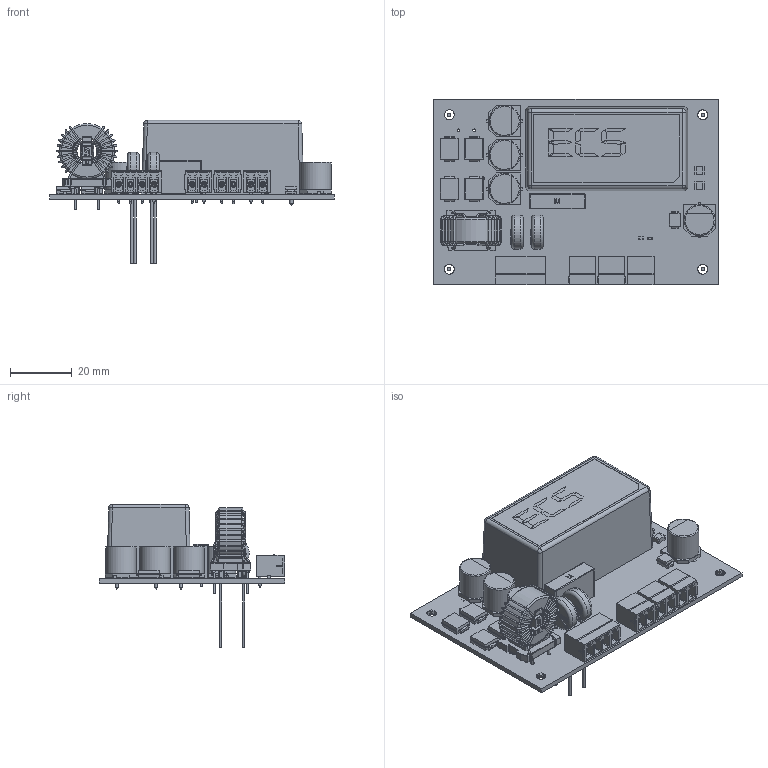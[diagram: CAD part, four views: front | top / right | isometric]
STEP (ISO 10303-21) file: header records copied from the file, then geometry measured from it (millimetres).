
FILE_DESCRIPTION(/* description */ (''),/* implementation_level */ '2;1');
FILE_NAME(/* name */ 'ps_trunk.step',/* time_stamp */ '2022-05-05T15:44:41+02:00',/* author */ (''),/* organization */ (''),/* preprocessor_version */ 'ST-DEVELOPER v18.1',/* originating_system */ 'Autodesk Translation Framework v10.14.0.1471',/* authorisation */ '');
FILE_SCHEMA (('AUTOMOTIVE_DESIGN { 1 0 10303 214 3 1 1 }'));
Products named in the file (33): ps_trunk; Board; Packages; IRM-20; ÊU£/; SS; PcB; a1; pin.1; ÊW£/; ECS_LOGO v1; 691322310002; 691322310002 (1); 6913223100xx_PIN; 691322310004; 6913223100xx_PIN (1); 691322310004 (1); WE-CMBNC_M_7448030333; base plate_M; Pin_M; spacer-type-m; Core_cased_M; turns_M; turns_M (1); WE-VD_10MM_820512511; SMBJ; SMC; 3,2; CHIP-LED0603; C1210; C150-054X183; PANASONIC_G; R0603
Assembly tree (55 placements, depth 5):
  ps_trunk
    Board
    Packages
      IRM-20
        ÊU£/
        SS
        PcB
        a1
          pin.1  x4
        ÊW£/
        ECS_LOGO v1
      691322310002  x3
        691322310002 (1)
        6913223100xx_PIN
      691322310004
        6913223100xx_PIN (1)  x4
        691322310004 (1)
      WE-CMBNC_M_7448030333
        base plate_M
        Pin_M  x4
        spacer-type-m
        Core_cased_M
        turns_M
        turns_M (1)
      WE-VD_10MM_820512511  x2
      SMBJ
      SMC  x4
      3,2  x4
      CHIP-LED0603
      C1210  x2
      C150-054X183
      PANASONIC_G  x4
      R0603
Bounding box: 92 x 60 x 46.38 mm (x, y, z)
Volume: 32434.7 mm3; surface area: 41616.2 mm2
Topology: 66 solids, 66 shells, 2979 faces, 7898 edges, 5014 vertices
Faces by surface type: plane 1907, cylinder 585, bspline 281, torus 112, sphere 78, cone 16
Full cylindrical faces by diameter (mm): 0.35 x1, 0.5 x86, 0.6 x2, 0.7 x8, 0.8 x8, 0.85 x4, 0.9 x4, 1.016 x2, 1.04 x8, 1.1 x4, 1.2 x2, 1.25 x2, 1.4 x10, 1.5 x4, 1.6 x4, 1.8 x4, 1.9 x10, 3.2 x1, 8.2 x1, 10 x4, 11 x2, 12.7 x1, 17.8 x1
Entity records: 88143 total; most frequent: CARTESIAN_POINT 32205, ORIENTED_EDGE 11378, DIRECTION 10820, EDGE_CURVE 5689, LINE 4026, VECTOR 4026, VERTEX_POINT 3646, AXIS2_PLACEMENT_3D 3397
